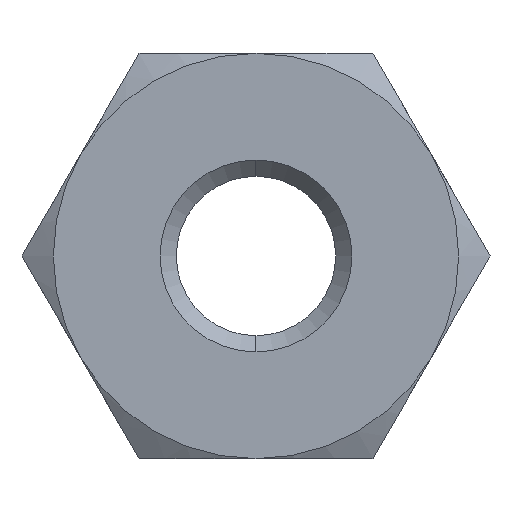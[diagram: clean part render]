
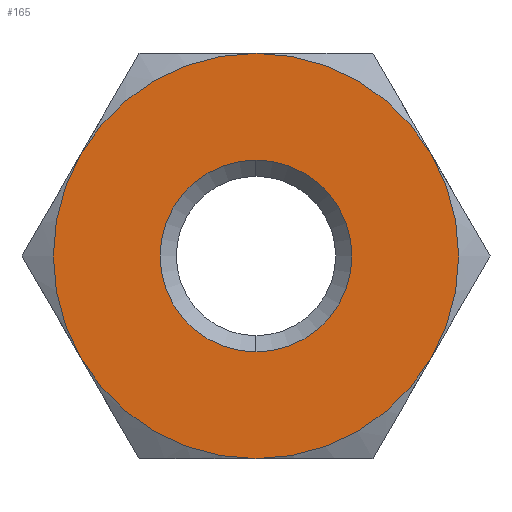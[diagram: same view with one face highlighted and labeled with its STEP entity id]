
A CAD part, front view. The second image highlights one B-rep face of the part: STEP entity #165.
In plain terms, the highlighted planar face has unit normal (0, -1, 0).
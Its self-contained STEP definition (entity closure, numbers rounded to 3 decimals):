
#2 = FACE_OUTER_BOUND ( 'NONE', #363, .T. ) ;
#3 = CARTESIAN_POINT ( 'NONE',  ( 0., 0., 0. ) ) ;
#11 = CARTESIAN_POINT ( 'NONE',  ( 0., 0., 15. ) ) ;
#25 = CARTESIAN_POINT ( 'NONE',  ( 15., 0., 0. ) ) ;
#50 = AXIS2_PLACEMENT_3D ( 'NONE', #961, #1006, #280 ) ;
#87 = VERTEX_POINT ( 'NONE', #350 ) ;
#91 = VERTEX_POINT ( 'NONE', #583 ) ;
#101 = CARTESIAN_POINT ( 'NONE',  ( -12.99, 0., -7.5 ) ) ;
#116 = DIRECTION ( 'NONE',  ( 0., 0., -1. ) ) ;
#120 = VERTEX_POINT ( 'NONE', #11 ) ;
#133 = ORIENTED_EDGE ( 'NONE', *, *, #441, .T. ) ;
#137 = VERTEX_POINT ( 'NONE', #166 ) ;
#144 = DIRECTION ( 'NONE',  ( 0., 0., -1. ) ) ;
#145 = ORIENTED_EDGE ( 'NONE', *, *, #610, .T. ) ;
#147 = VERTEX_POINT ( 'NONE', #609 ) ;
#165 = ADVANCED_FACE ( 'NONE', ( #922, #2 ), #802, .T. ) ;
#166 = CARTESIAN_POINT ( 'NONE',  ( 12.99, 0., -7.5 ) ) ;
#214 = AXIS2_PLACEMENT_3D ( 'NONE', #331, #976, #843 ) ;
#222 = ORIENTED_EDGE ( 'NONE', *, *, #407, .T. ) ;
#233 = AXIS2_PLACEMENT_3D ( 'NONE', #405, #744, #249 ) ;
#236 = ORIENTED_EDGE ( 'NONE', *, *, #505, .T. ) ;
#249 = DIRECTION ( 'NONE',  ( 0., 0., -1. ) ) ;
#261 = CIRCLE ( 'NONE', #50, 15. ) ;
#280 = DIRECTION ( 'NONE',  ( 0., 0., -1. ) ) ;
#284 = AXIS2_PLACEMENT_3D ( 'NONE', #25, #646, #339 ) ;
#331 = CARTESIAN_POINT ( 'NONE',  ( 0., 0., 0. ) ) ;
#339 = DIRECTION ( 'NONE',  ( 0., 0., -1. ) ) ;
#347 = EDGE_CURVE ( 'NONE', #137, #91, #440, .T. ) ;
#350 = CARTESIAN_POINT ( 'NONE',  ( 0., 0., -7.1 ) ) ;
#363 = EDGE_LOOP ( 'NONE', ( #222, #799, #373, #380, #781, #133 ) ) ;
#373 = ORIENTED_EDGE ( 'NONE', *, *, #524, .T. ) ;
#380 = ORIENTED_EDGE ( 'NONE', *, *, #501, .T. ) ;
#405 = CARTESIAN_POINT ( 'NONE',  ( 0., 0., 0. ) ) ;
#407 = EDGE_CURVE ( 'NONE', #147, #137, #261, .T. ) ;
#433 = CARTESIAN_POINT ( 'NONE',  ( 0., 0., 0. ) ) ;
#435 = CARTESIAN_POINT ( 'NONE',  ( 0., 0., 0. ) ) ;
#440 = CIRCLE ( 'NONE', #779, 15. ) ;
#441 = EDGE_CURVE ( 'NONE', #497, #147, #801, .T. ) ;
#450 = CARTESIAN_POINT ( 'NONE',  ( 0., 0., 0. ) ) ;
#479 = CARTESIAN_POINT ( 'NONE',  ( 0., 0., 0. ) ) ;
#497 = VERTEX_POINT ( 'NONE', #101 ) ;
#498 = CARTESIAN_POINT ( 'NONE',  ( 0., 0., 7.1 ) ) ;
#501 = EDGE_CURVE ( 'NONE', #120, #576, #582, .T. ) ;
#505 = EDGE_CURVE ( 'NONE', #805, #87, #645, .T. ) ;
#507 = DIRECTION ( 'NONE',  ( 0., 0., -1. ) ) ;
#508 = CIRCLE ( 'NONE', #708, 15. ) ;
#524 = EDGE_CURVE ( 'NONE', #91, #120, #508, .T. ) ;
#559 = DIRECTION ( 'NONE',  ( 0., 0., -1. ) ) ;
#576 = VERTEX_POINT ( 'NONE', #619 ) ;
#577 = CIRCLE ( 'NONE', #1004, 15. ) ;
#582 = CIRCLE ( 'NONE', #233, 15. ) ;
#583 = CARTESIAN_POINT ( 'NONE',  ( 12.99, 0., 7.5 ) ) ;
#609 = CARTESIAN_POINT ( 'NONE',  ( 0., 0., -15. ) ) ;
#610 = EDGE_CURVE ( 'NONE', #87, #805, #870, .T. ) ;
#619 = CARTESIAN_POINT ( 'NONE',  ( -12.99, 0., 7.5 ) ) ;
#640 = DIRECTION ( 'NONE',  ( 0., -1., 0. ) ) ;
#645 = CIRCLE ( 'NONE', #945, 7.1 ) ;
#646 = DIRECTION ( 'NONE',  ( 0., -1., 0. ) ) ;
#660 = AXIS2_PLACEMENT_3D ( 'NONE', #435, #963, #559 ) ;
#708 = AXIS2_PLACEMENT_3D ( 'NONE', #3, #713, #723 ) ;
#713 = DIRECTION ( 'NONE',  ( 0., -1., 0. ) ) ;
#723 = DIRECTION ( 'NONE',  ( 0., 0., -1. ) ) ;
#740 = EDGE_CURVE ( 'NONE', #576, #497, #577, .T. ) ;
#744 = DIRECTION ( 'NONE',  ( 0., -1., 0. ) ) ;
#779 = AXIS2_PLACEMENT_3D ( 'NONE', #450, #640, #507 ) ;
#781 = ORIENTED_EDGE ( 'NONE', *, *, #740, .T. ) ;
#799 = ORIENTED_EDGE ( 'NONE', *, *, #347, .T. ) ;
#801 = CIRCLE ( 'NONE', #660, 15. ) ;
#802 = PLANE ( 'NONE',  #284 ) ;
#805 = VERTEX_POINT ( 'NONE', #498 ) ;
#843 = DIRECTION ( 'NONE',  ( 0., 0., -1. ) ) ;
#870 = CIRCLE ( 'NONE', #214, 7.1 ) ;
#888 = EDGE_LOOP ( 'NONE', ( #145, #236 ) ) ;
#898 = DIRECTION ( 'NONE',  ( 0., 1., 0. ) ) ;
#922 = FACE_BOUND ( 'NONE', #888, .T. ) ;
#923 = DIRECTION ( 'NONE',  ( 0., -1., 0. ) ) ;
#945 = AXIS2_PLACEMENT_3D ( 'NONE', #479, #898, #144 ) ;
#961 = CARTESIAN_POINT ( 'NONE',  ( 0., 0., 0. ) ) ;
#963 = DIRECTION ( 'NONE',  ( 0., -1., 0. ) ) ;
#976 = DIRECTION ( 'NONE',  ( 0., 1., 0. ) ) ;
#1004 = AXIS2_PLACEMENT_3D ( 'NONE', #433, #923, #116 ) ;
#1006 = DIRECTION ( 'NONE',  ( 0., -1., 0. ) ) ;
